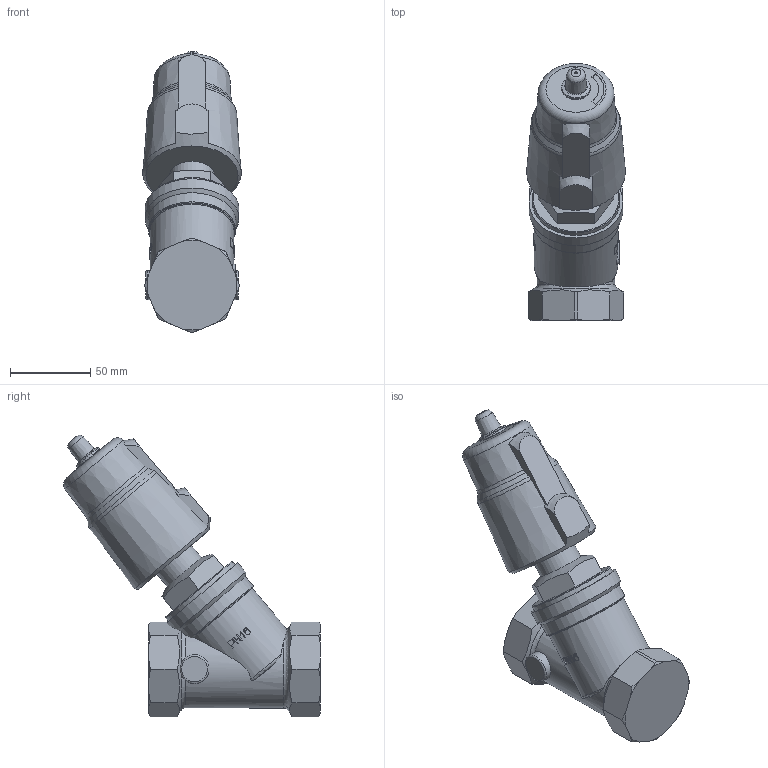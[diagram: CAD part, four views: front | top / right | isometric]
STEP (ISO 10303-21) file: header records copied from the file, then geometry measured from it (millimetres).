
FILE_DESCRIPTION(/* description */ ('3D-Modell'),/* implementation_level */ '2;1');
FILE_NAME(/* name */ '063.003830_A6327-1101-7105.stp',/* time_stamp */ '2018-05-18T10:30:35+02:00',/* author */ ('EFast'),/* organization */ (''),/* preprocessor_version */ 'ST-DEVELOPER v16.1',/* originating_system */ 'Autodesk Inventor 2016',/* authorisation */ '');
FILE_SCHEMA (('AUTOMOTIVE_DESIGN { 1 0 10303 214 3 1 1 }'));
Length unit declared in the file: millimetre
Products named in the file (1): 88-001362
Bounding box: 61.29 x 160.2 x 175.53 mm (x, y, z)
Volume: 544146.4 mm3; surface area: 51815.1 mm2
Topology: 1 solids, 1 shells, 195 faces, 533 edges, 354 vertices
Faces by surface type: plane 88, bspline 36, cone 30, cylinder 22, torus 17, sphere 2
Full cylindrical faces by diameter (mm): 13.2 x1, 18 x2, 18.2 x1, 28 x1, 54.5 x1
Entity records: 15227 total; most frequent: CARTESIAN_POINT 11005, ORIENTED_EDGE 992, DIRECTION 682, EDGE_CURVE 496, VERTEX_POINT 340, AXIS2_PLACEMENT_3D 262, EDGE_LOOP 232, FACE_OUTER_BOUND 195
